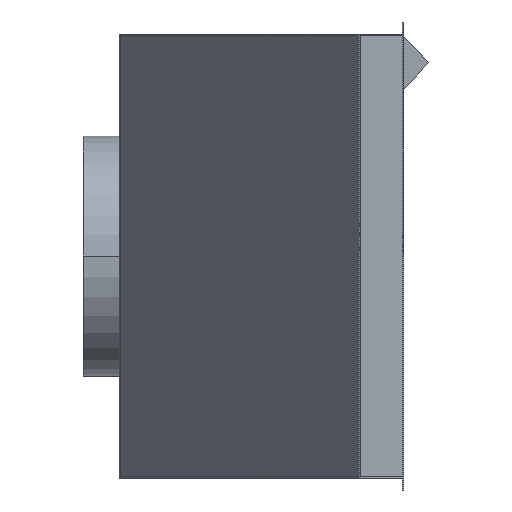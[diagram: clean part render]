
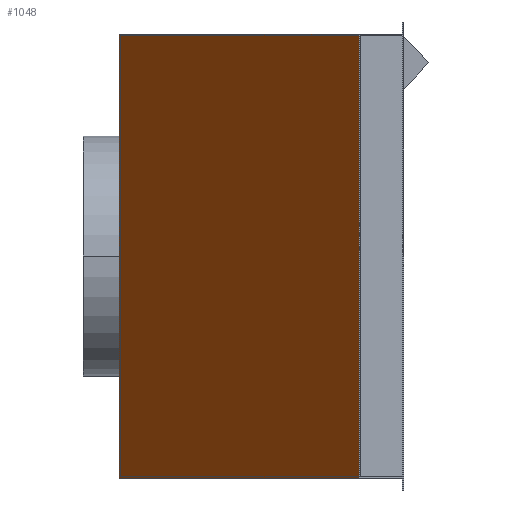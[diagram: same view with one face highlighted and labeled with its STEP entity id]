
A CAD part, left-side view. The second image highlights one B-rep face of the part: STEP entity #1048.
In plain terms, the highlighted planar face has unit normal (-0.573, 0.82, 0).
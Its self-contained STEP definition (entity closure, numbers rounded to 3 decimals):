
#229=DIRECTION('',(-0.82,-0.573,0.));
#230=VECTOR('',#229,348.993);
#231=CARTESIAN_POINT('',(-122.5,237.,185.));
#232=LINE('',#231,#230);
#295=DIRECTION('',(-0.82,-0.573,0.));
#296=VECTOR('',#295,348.993);
#297=CARTESIAN_POINT('',(-122.5,237.,-185.));
#298=LINE('',#297,#296);
#299=DIRECTION('',(0.,0.,-1.));
#300=VECTOR('',#299,370.);
#301=CARTESIAN_POINT('',(-122.5,237.,185.));
#302=LINE('',#301,#300);
#307=DIRECTION('',(0.,0.,-1.));
#308=VECTOR('',#307,370.);
#309=CARTESIAN_POINT('',(-408.5,37.,185.));
#310=LINE('',#309,#308);
#463=CARTESIAN_POINT('',(-122.5,237.,185.));
#464=VERTEX_POINT('',#463);
#465=CARTESIAN_POINT('',(-408.5,37.,185.));
#466=VERTEX_POINT('',#465);
#475=CARTESIAN_POINT('',(-122.5,237.,-185.));
#476=VERTEX_POINT('',#475);
#477=CARTESIAN_POINT('',(-408.5,37.,-185.));
#478=VERTEX_POINT('',#477);
#1036=CARTESIAN_POINT('',(-122.5,237.,185.));
#1037=DIRECTION('',(-0.573,0.82,0.));
#1038=DIRECTION('',(-0.82,-0.573,0.));
#1039=AXIS2_PLACEMENT_3D('',#1036,#1037,#1038);
#1040=PLANE('',#1039);
#1041=ORIENTED_EDGE('',*,*,#970,.F.);
#1042=ORIENTED_EDGE('',*,*,#1025,.F.);
#1043=ORIENTED_EDGE('',*,*,#929,.T.);
#1045=ORIENTED_EDGE('',*,*,#1044,.T.);
#1046=EDGE_LOOP('',(#1041,#1042,#1043,#1045));
#1047=FACE_OUTER_BOUND('',#1046,.F.);
#1048=ADVANCED_FACE('',(#1047),#1040,.T.);
#929=EDGE_CURVE('',#464,#466,#232,.T.);
#970=EDGE_CURVE('',#476,#478,#298,.T.);
#1025=EDGE_CURVE('',#464,#476,#302,.T.);
#1044=EDGE_CURVE('',#466,#478,#310,.T.);
